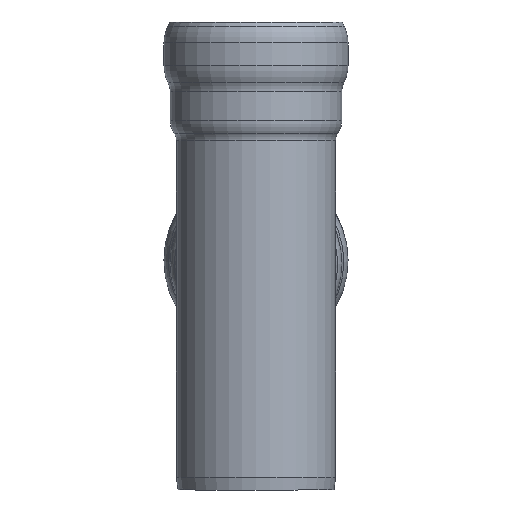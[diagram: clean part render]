
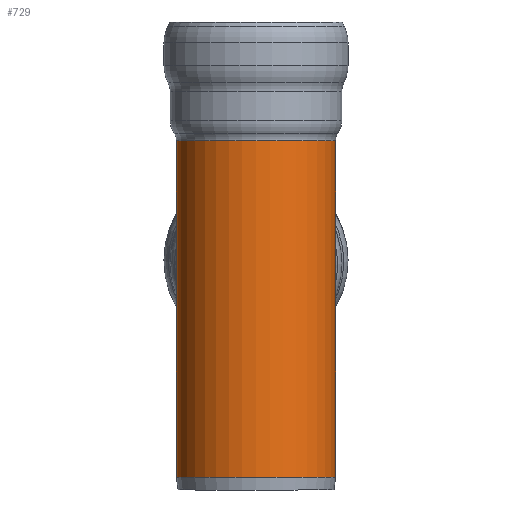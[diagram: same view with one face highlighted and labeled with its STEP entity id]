
A CAD part, left-side view. The second image highlights one B-rep face of the part: STEP entity #729.
In plain terms, the highlighted cylindrical face has radius 510 mm (diameter 1020 mm), a full revolution.
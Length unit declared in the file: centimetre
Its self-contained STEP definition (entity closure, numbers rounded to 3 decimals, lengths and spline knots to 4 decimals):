
#30=ELLIPSE('',#861,70.3085,51.);
#31=ELLIPSE('',#862,74.0897,51.);
#37=CYLINDRICAL_SURFACE('',#860,51.);
#62=FACE_OUTER_BOUND('',#109,.T.);
#109=EDGE_LOOP('',(#480,#481,#482,#483,#484,#485,#486,#487,#488,#489));
#161=CIRCLE('',#855,51.);
#162=CIRCLE('',#856,51.);
#165=CIRCLE('',#863,51.);
#166=CIRCLE('',#864,51.);
#254=VERTEX_POINT('',#1350);
#255=VERTEX_POINT('',#1352);
#257=VERTEX_POINT('',#1361);
#258=VERTEX_POINT('',#1363);
#259=VERTEX_POINT('',#1366);
#260=VERTEX_POINT('',#1368);
#336=EDGE_CURVE('',#254,#255,#161,.T.);
#337=EDGE_CURVE('',#255,#254,#162,.T.);
#341=EDGE_CURVE('',#255,#257,#784,.T.);
#342=EDGE_CURVE('',#257,#258,#30,.T.);
#343=EDGE_CURVE('',#258,#257,#31,.T.);
#344=EDGE_CURVE('',#257,#259,#785,.T.);
#345=EDGE_CURVE('',#260,#259,#165,.T.);
#346=EDGE_CURVE('',#259,#260,#166,.T.);
#480=ORIENTED_EDGE('',*,*,#336,.F.);
#481=ORIENTED_EDGE('',*,*,#337,.F.);
#482=ORIENTED_EDGE('',*,*,#341,.T.);
#483=ORIENTED_EDGE('',*,*,#342,.T.);
#484=ORIENTED_EDGE('',*,*,#343,.T.);
#485=ORIENTED_EDGE('',*,*,#344,.T.);
#486=ORIENTED_EDGE('',*,*,#345,.F.);
#487=ORIENTED_EDGE('',*,*,#346,.F.);
#488=ORIENTED_EDGE('',*,*,#344,.F.);
#489=ORIENTED_EDGE('',*,*,#341,.F.);
#729=ADVANCED_FACE('',(#62),#37,.T.);
#784=LINE('',#1362,#813);
#785=LINE('',#1367,#814);
#813=VECTOR('',#1040,51.);
#814=VECTOR('',#1045,51.);
#855=AXIS2_PLACEMENT_3D('',#1353,#1027,#1028);
#856=AXIS2_PLACEMENT_3D('',#1354,#1029,#1030);
#860=AXIS2_PLACEMENT_3D('',#1360,#1038,#1039);
#861=AXIS2_PLACEMENT_3D('',#1364,#1041,#1042);
#862=AXIS2_PLACEMENT_3D('',#1365,#1043,#1044);
#863=AXIS2_PLACEMENT_3D('',#1369,#1046,#1047);
#864=AXIS2_PLACEMENT_3D('',#1370,#1048,#1049);
#1027=DIRECTION('center_axis',(0.,0.,
-1.));
#1028=DIRECTION('ref_axis',(0.,1.,0.));
#1029=DIRECTION('center_axis',(0.,0.,
-1.));
#1030=DIRECTION('ref_axis',(0.,1.,0.));
#1038=DIRECTION('center_axis',(0.,0.,
-1.));
#1039=DIRECTION('ref_axis',(0.,-1.,0.));
#1040=DIRECTION('',(0.,0.,1.));
#1041=DIRECTION('center_axis',(-0.688,0.,
-0.725));
#1042=DIRECTION('ref_axis',(-0.725,0.,0.688));
#1043=DIRECTION('center_axis',(-0.725,0.,
0.688));
#1044=DIRECTION('ref_axis',(-0.688,0.,-0.725));
#1045=DIRECTION('',(0.,0.,1.));
#1046=DIRECTION('center_axis',(0.,0.,
1.));
#1047=DIRECTION('ref_axis',(0.,1.,0.));
#1048=DIRECTION('center_axis',(0.,0.,
1.));
#1049=DIRECTION('ref_axis',(0.,1.,0.));
#1350=CARTESIAN_POINT('',(51.,0.,8.0623));
#1352=CARTESIAN_POINT('',(0.,51.,8.0623));
#1353=CARTESIAN_POINT('Origin',(0.,0.,
8.0623));
#1354=CARTESIAN_POINT('Origin',(0.,0.,
8.0623));
#1360=CARTESIAN_POINT('Origin',(0.,0.,
223.966));
#1361=CARTESIAN_POINT('',(0.,51.,140.));
#1362=CARTESIAN_POINT('',(0.,51.,223.966));
#1363=CARTESIAN_POINT('',(0.,-51.,140.));
#1364=CARTESIAN_POINT('Origin',(0.,0.,
140.));
#1365=CARTESIAN_POINT('Origin',(0.,0.,
140.));
#1366=CARTESIAN_POINT('',(0.,51.,223.966));
#1367=CARTESIAN_POINT('',(0.,51.,223.966));
#1368=CARTESIAN_POINT('',(-51.,0.,223.966));
#1369=CARTESIAN_POINT('Origin',(0.,0.,
223.966));
#1370=CARTESIAN_POINT('Origin',(0.,0.,
223.966));
